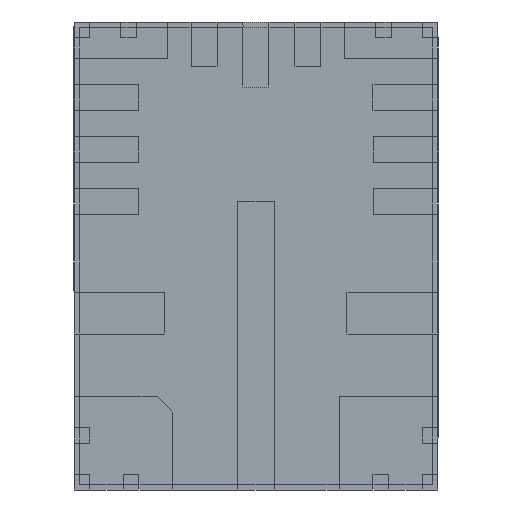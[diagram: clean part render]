
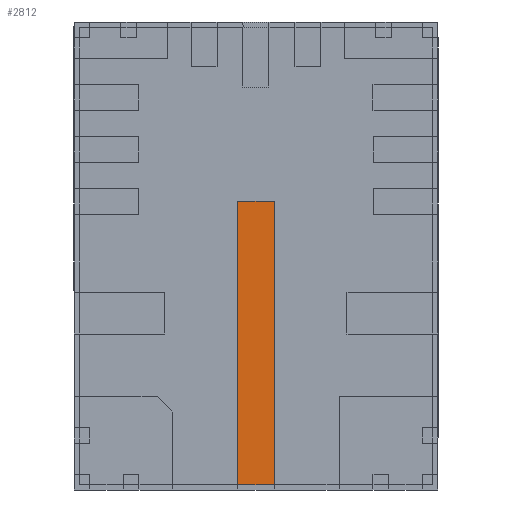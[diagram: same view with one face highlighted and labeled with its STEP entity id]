
A CAD part, front view. The second image highlights one B-rep face of the part: STEP entity #2812.
In plain terms, the highlighted planar face has unit normal (0, -1, 0).
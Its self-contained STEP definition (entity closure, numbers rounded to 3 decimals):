
#128 = ORIENTED_EDGE ( 'NONE', *, *, #6169, .F. ) ;
#270 = EDGE_CURVE ( 'NONE', #8311, #830, #7508, .T. ) ;
#371 = CARTESIAN_POINT ( 'NONE',  ( 0.175, 0., -2.2 ) ) ;
#377 = EDGE_LOOP ( 'NONE', ( #10000, #8144, #4110, #128 ) ) ;
#830 = VERTEX_POINT ( 'NONE', #371 ) ;
#1346 = VERTEX_POINT ( 'NONE', #10040 ) ;
#2241 = LINE ( 'NONE', #5598, #6276 ) ;
#2354 = DIRECTION ( 'NONE',  ( 0., 1., 0. ) ) ;
#2812 = ADVANCED_FACE ( 'NONE', ( #10077 ), #5708, .F. ) ;
#2952 = CARTESIAN_POINT ( 'NONE',  ( 0.175, 0., -2.25 ) ) ;
#3085 = AXIS2_PLACEMENT_3D ( 'NONE', #5738, #2354, #4909 ) ;
#3469 = VECTOR ( 'NONE', #7342, 1000. ) ;
#3583 = CARTESIAN_POINT ( 'NONE',  ( -0.175, 0., 0.525 ) ) ;
#3732 = LINE ( 'NONE', #6421, #3469 ) ;
#4110 = ORIENTED_EDGE ( 'NONE', *, *, #7932, .F. ) ;
#4596 = EDGE_CURVE ( 'NONE', #830, #1346, #3732, .T. ) ;
#4909 = DIRECTION ( 'NONE',  ( 0., 0., 1. ) ) ;
#4939 = CARTESIAN_POINT ( 'NONE',  ( -0.175, 0., 0.525 ) ) ;
#5598 = CARTESIAN_POINT ( 'NONE',  ( -0.175, 0., -2.25 ) ) ;
#5708 = PLANE ( 'NONE',  #3085 ) ;
#5738 = CARTESIAN_POINT ( 'NONE',  ( 0., 0., 0. ) ) ;
#5770 = DIRECTION ( 'NONE',  ( 1., 0., 0. ) ) ;
#6121 = DIRECTION ( 'NONE',  ( 0., 0., -1. ) ) ;
#6169 = EDGE_CURVE ( 'NONE', #1346, #10759, #2241, .T. ) ;
#6276 = VECTOR ( 'NONE', #6586, 1000. ) ;
#6421 = CARTESIAN_POINT ( 'NONE',  ( 0., 0., -2.2 ) ) ;
#6586 = DIRECTION ( 'NONE',  ( 0., 0., 1. ) ) ;
#6977 = LINE ( 'NONE', #4939, #7794 ) ;
#7342 = DIRECTION ( 'NONE',  ( -1., 0., 0. ) ) ;
#7508 = LINE ( 'NONE', #2952, #9485 ) ;
#7794 = VECTOR ( 'NONE', #5770, 1000. ) ;
#7932 = EDGE_CURVE ( 'NONE', #10759, #8311, #6977, .T. ) ;
#8144 = ORIENTED_EDGE ( 'NONE', *, *, #270, .F. ) ;
#8311 = VERTEX_POINT ( 'NONE', #8894 ) ;
#8894 = CARTESIAN_POINT ( 'NONE',  ( 0.175, 0., 0.525 ) ) ;
#9485 = VECTOR ( 'NONE', #6121, 1000. ) ;
#10000 = ORIENTED_EDGE ( 'NONE', *, *, #4596, .F. ) ;
#10040 = CARTESIAN_POINT ( 'NONE',  ( -0.175, 0., -2.2 ) ) ;
#10077 = FACE_OUTER_BOUND ( 'NONE', #377, .T. ) ;
#10759 = VERTEX_POINT ( 'NONE', #3583 ) ;
